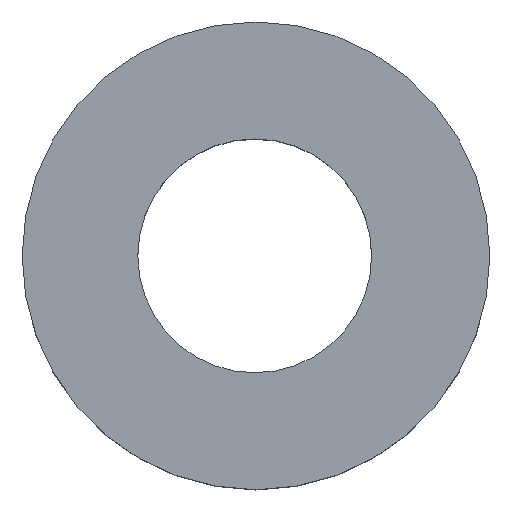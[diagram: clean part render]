
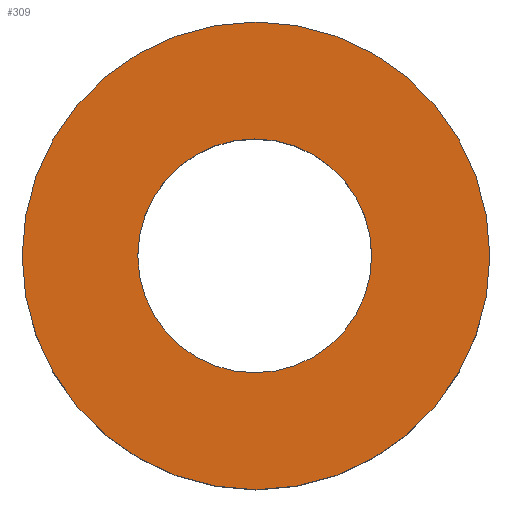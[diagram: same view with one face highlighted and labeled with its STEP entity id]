
A CAD part, top view. The second image highlights one B-rep face of the part: STEP entity #309.
In plain terms, the highlighted planar face has unit normal (0, 0, 1).
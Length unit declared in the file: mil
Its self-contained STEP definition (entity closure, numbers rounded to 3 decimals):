
#1 = CARTESIAN_POINT ( 'NONE',  ( 1.004, 0., 129.921 ) ) ;
#4 = VERTEX_POINT ( 'NONE', #71 ) ;
#5 = DIRECTION ( 'NONE',  ( 1., 0., 0. ) ) ;
#12 = FACE_BOUND ( 'NONE', #191, .T. ) ;
#14 = EDGE_CURVE ( 'NONE', #290, #4, #67, .T. ) ;
#15 = DIRECTION ( 'NONE',  ( 1., 0., 0. ) ) ;
#21 = CIRCLE ( 'NONE', #195, 93.504 ) ;
#22 = ORIENTED_EDGE ( 'NONE', *, *, #257, .T. ) ;
#27 = ORIENTED_EDGE ( 'NONE', *, *, #158, .T. ) ;
#47 = EDGE_CURVE ( 'NONE', #4, #290, #223, .T. ) ;
#67 = CIRCLE ( 'NONE', #114, 187.008 ) ;
#70 = CARTESIAN_POINT ( 'NONE',  ( 93.504, 0., 129.921 ) ) ;
#71 = CARTESIAN_POINT ( 'NONE',  ( 188.012, 0., 129.921 ) ) ;
#75 = CARTESIAN_POINT ( 'NONE',  ( 0., 0., 129.921 ) ) ;
#103 = AXIS2_PLACEMENT_3D ( 'NONE', #234, #272, #5 ) ;
#111 = DIRECTION ( 'NONE',  ( 1., 0., 0. ) ) ;
#114 = AXIS2_PLACEMENT_3D ( 'NONE', #1, #157, #256 ) ;
#118 = DIRECTION ( 'NONE',  ( 1., 0., 0. ) ) ;
#141 = VERTEX_POINT ( 'NONE', #162 ) ;
#144 = DIRECTION ( 'NONE',  ( 0., 0., -1. ) ) ;
#157 = DIRECTION ( 'NONE',  ( 0., 0., 1. ) ) ;
#158 = EDGE_CURVE ( 'NONE', #141, #238, #224, .T. ) ;
#162 = CARTESIAN_POINT ( 'NONE',  ( -93.504, 0., 129.921 ) ) ;
#191 = EDGE_LOOP ( 'NONE', ( #27, #22 ) ) ;
#194 = ORIENTED_EDGE ( 'NONE', *, *, #14, .T. ) ;
#195 = AXIS2_PLACEMENT_3D ( 'NONE', #75, #144, #118 ) ;
#197 = FACE_OUTER_BOUND ( 'NONE', #210, .T. ) ;
#202 = CARTESIAN_POINT ( 'NONE',  ( -186.003, 0., 129.921 ) ) ;
#204 = ORIENTED_EDGE ( 'NONE', *, *, #47, .T. ) ;
#210 = EDGE_LOOP ( 'NONE', ( #194, #204 ) ) ;
#223 = CIRCLE ( 'NONE', #258, 187.008 ) ;
#224 = CIRCLE ( 'NONE', #103, 93.504 ) ;
#231 = CARTESIAN_POINT ( 'NONE',  ( 1.004, 0., 129.921 ) ) ;
#234 = CARTESIAN_POINT ( 'NONE',  ( 0., 0., 129.921 ) ) ;
#238 = VERTEX_POINT ( 'NONE', #70 ) ;
#247 = PLANE ( 'NONE',  #291 ) ;
#256 = DIRECTION ( 'NONE',  ( 1., 0., 0. ) ) ;
#257 = EDGE_CURVE ( 'NONE', #238, #141, #21, .T. ) ;
#258 = AXIS2_PLACEMENT_3D ( 'NONE', #231, #302, #111 ) ;
#272 = DIRECTION ( 'NONE',  ( 0., 0., -1. ) ) ;
#290 = VERTEX_POINT ( 'NONE', #202 ) ;
#291 = AXIS2_PLACEMENT_3D ( 'NONE', #301, #303, #15 ) ;
#301 = CARTESIAN_POINT ( 'NONE',  ( 1.004, 0., 129.921 ) ) ;
#302 = DIRECTION ( 'NONE',  ( 0., 0., 1. ) ) ;
#303 = DIRECTION ( 'NONE',  ( 0., 0., 1. ) ) ;
#309 = ADVANCED_FACE ( 'NONE', ( #12, #197 ), #247, .T. ) ;
